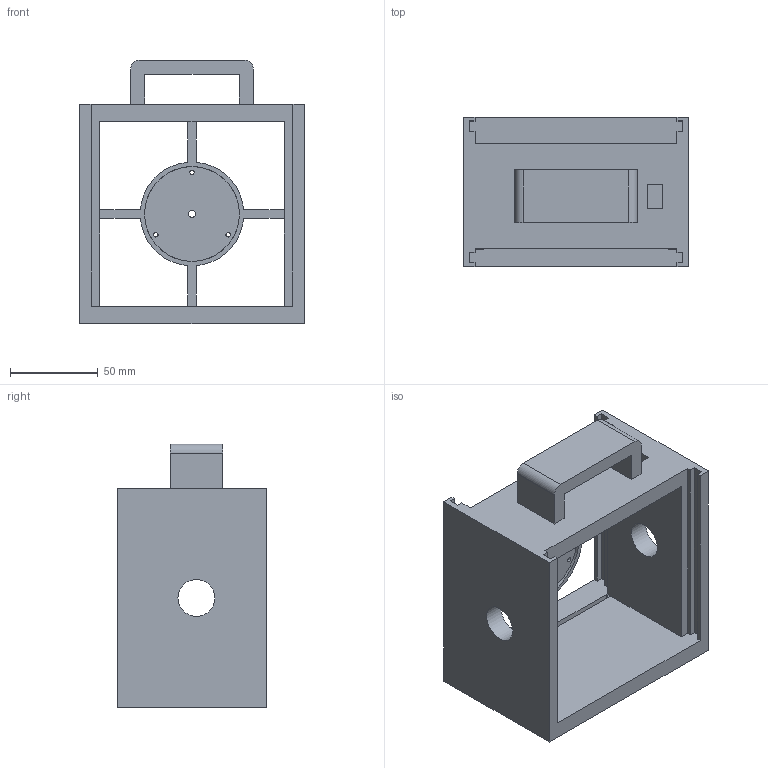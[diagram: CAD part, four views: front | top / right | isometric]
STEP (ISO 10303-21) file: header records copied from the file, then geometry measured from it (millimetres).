
FILE_DESCRIPTION(/* description */ (''),/* implementation_level */ '2;1');
FILE_NAME(/* name */ 'Fume Extractor Main.step',/* time_stamp */ '2024-07-14T21:47:18+02:00',/* author */ (''),/* organization */ (''),/* preprocessor_version */ 'ST-DEVELOPER v20',/* originating_system */ 'Autodesk Translation Framework v13.14.0.145',/* authorisation */ '');
FILE_SCHEMA (('AUTOMOTIVE_DESIGN { 1 0 10303 214 3 1 1 }'));
Length unit declared in the file: millimetre
Products named in the file (1): v3 improved
Bounding box: 128 x 85 x 150 mm (x, y, z)
Volume: 377601.5 mm3; surface area: 103831.2 mm2
Topology: 2 solids, 2 shells, 105 faces, 324 edges, 206 vertices
Faces by surface type: plane 89, cylinder 16
Full cylindrical faces by diameter (mm): 2.5 x3, 3.5 x1, 4 x1, 21 x2, 54 x1
Entity records: 3645 total; most frequent: ORIENTED_EDGE 648, CARTESIAN_POINT 636, DIRECTION 577, EDGE_CURVE 324, LINE 283, VECTOR 283, VERTEX_POINT 206, AXIS2_PLACEMENT_3D 147
